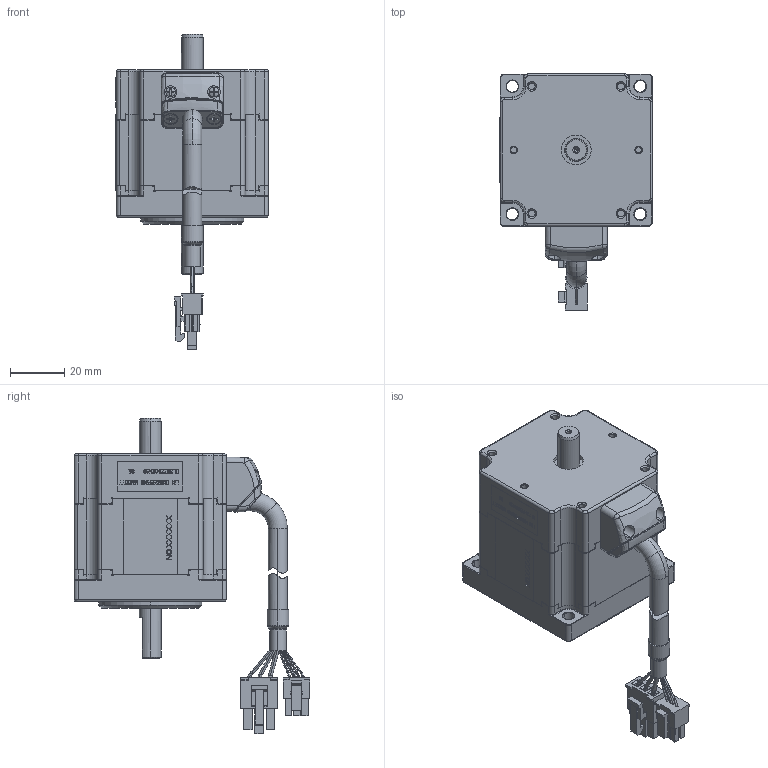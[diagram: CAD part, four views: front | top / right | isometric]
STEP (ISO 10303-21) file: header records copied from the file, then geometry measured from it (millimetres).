
FILE_DESCRIPTION((''),'2;1');
FILE_NAME('4611130001002_ASM_ASM','2020-01-14T15:00:52',('TQ00207'),(''),'CREO PARAMETRIC BY PTC INC, 2018100','CREO PARAMETRIC BY PTC INC, 2018100','');
FILE_SCHEMA(('CONFIG_CONTROL_DESIGN'));
Products named in the file (25): STATOR_CORE_11; STATOR_WINDING_ASM_14_ASM; HARNESS_1; 4718405002144_1; 4718405000822_1; XIANSHU_ASM_1_ASM; STATOR_ASM_14_ASM; PE_18; SHAFT_24; ROTOR_CORE_SHAFT_ASM_13_ASM; ROTOR_MAGNET_ASM_10_ASM; DEEP_GROOVE_BALL_BEARINGS_608_2; ROTOR_ASM_15_ASM; 4219121302327_OPE_5; 3698154000050_5; LEADING_COVER_2_1; 00_8; BIAOQIAN_2; M2_2; PRT0001_3; 4294404000662-M3X47_2; M3_2; PRT0002_2; MOTOR_ASM_35_ASM; 4611130001002_ASM_ASM
Assembly tree (28 placements, depth 6):
  4611130001002_ASM_ASM
    MOTOR_ASM_35_ASM
      STATOR_ASM_14_ASM
        STATOR_WINDING_ASM_14_ASM
          STATOR_CORE_11
        XIANSHU_ASM_1_ASM
          HARNESS_1
          4718405002144_1
          4718405000822_1
      PE_18
      ROTOR_ASM_15_ASM
        ROTOR_MAGNET_ASM_10_ASM
          ROTOR_CORE_SHAFT_ASM_13_ASM
            SHAFT_24
        DEEP_GROOVE_BALL_BEARINGS_608_2  x2
      4219121302327_OPE_5
      3698154000050_5
      LEADING_COVER_2_1
      00_8
      BIAOQIAN_2
      M2_2
      PRT0001_3
      4294404000662-M3X47_2  x4
      M3_2
      PRT0002_2
Bounding box: 56.4 x 87.05 x 116.2 mm (x, y, z)
Volume: 109047.1 mm3; surface area: 58304.6 mm2
Topology: 21 solids, 25 shells, 2571 faces, 7211 edges, 4618 vertices
Faces by surface type: plane 1626, cylinder 398, torus 175, cone 128, sphere 116, bspline 84, extrusion 44
Entity records: 89134 total; most frequent: CARTESIAN_POINT 28106, ORIENTED_EDGE 13018, DIRECTION 12012, EDGE_CURVE 6517, VECTOR 4622, LINE 4578, VERTEX_POINT 4249, AXIS2_PLACEMENT_3D 3695
